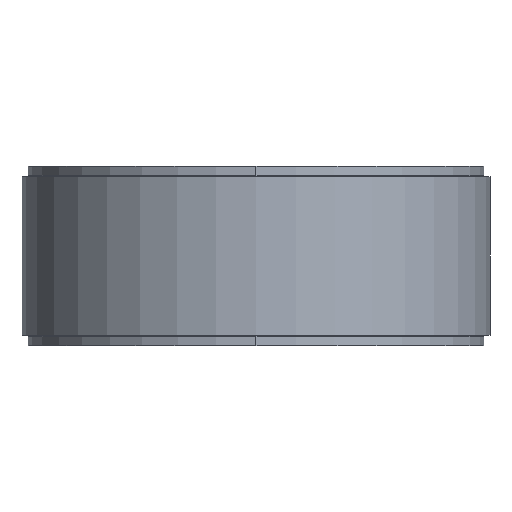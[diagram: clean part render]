
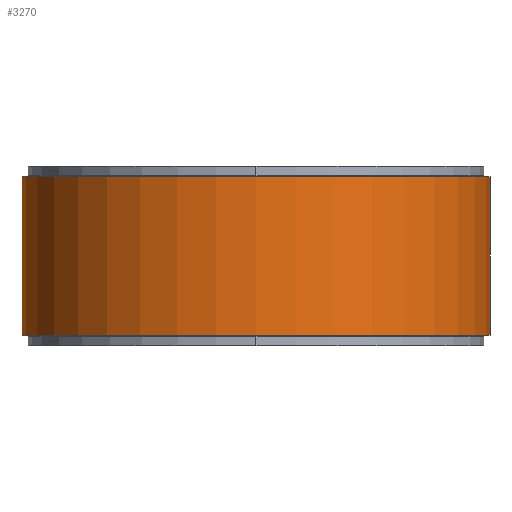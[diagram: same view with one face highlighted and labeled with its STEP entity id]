
A CAD part, front view. The second image highlights one B-rep face of the part: STEP entity #3270.
In plain terms, the highlighted cylindrical face has radius 37.5 mm (diameter 75 mm), a partial arc.
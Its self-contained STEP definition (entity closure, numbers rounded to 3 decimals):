
#44=CARTESIAN_POINT('',(0.,0.,12.7));
#45=DIRECTION('',(0.,0.,-1.));
#46=DIRECTION('',(0.201,0.98,0.));
#47=AXIS2_PLACEMENT_3D('',#44,#45,#46);
#62=CARTESIAN_POINT('',(0.,0.,-12.7));
#63=DIRECTION('',(0.,0.,-1.));
#64=DIRECTION('',(0.201,0.98,0.));
#65=AXIS2_PLACEMENT_3D('',#62,#63,#64);
#761=DIRECTION('',(0.,0.,1.));
#762=VECTOR('',#761,25.4);
#763=CARTESIAN_POINT('',(-7.524,36.737,-12.7));
#764=LINE('',#763,#762);
#765=DIRECTION('',(0.,0.,1.));
#766=VECTOR('',#765,25.4);
#767=CARTESIAN_POINT('',(7.524,36.737,-12.7));
#768=LINE('',#767,#766);
#2009=CARTESIAN_POINT('',(7.524,36.737,-12.7));
#2010=CARTESIAN_POINT('',(-7.524,36.737,-12.7));
#2011=VERTEX_POINT('',#2009);
#2012=VERTEX_POINT('',#2010);
#2013=CARTESIAN_POINT('',(7.524,36.737,12.7));
#2014=CARTESIAN_POINT('',(-7.524,36.737,12.7));
#2015=VERTEX_POINT('',#2013);
#2016=VERTEX_POINT('',#2014);
#3258=CARTESIAN_POINT('',(0.,0.,-12.7));
#3259=DIRECTION('',(0.,0.,1.));
#3260=DIRECTION('',(1.,0.,0.));
#3261=AXIS2_PLACEMENT_3D('',#3258,#3259,#3260);
#3262=CYLINDRICAL_SURFACE('',#3261,37.5);
#3263=ORIENTED_EDGE('',*,*,#2738,.T.);
#3264=ORIENTED_EDGE('',*,*,#3252,.T.);
#3265=ORIENTED_EDGE('',*,*,#2710,.F.);
#3267=ORIENTED_EDGE('',*,*,#3266,.F.);
#3268=EDGE_LOOP('',(#3263,#3264,#3265,#3267));
#3269=FACE_OUTER_BOUND('',#3268,.F.);
#3270=ADVANCED_FACE('',(#3269),#3262,.T.);
#48=CIRCLE('',#47,37.5);
#66=CIRCLE('',#65,37.5);
#2710=EDGE_CURVE('',#2015,#2016,#48,.T.);
#2738=EDGE_CURVE('',#2011,#2012,#66,.T.);
#3252=EDGE_CURVE('',#2012,#2016,#764,.T.);
#3266=EDGE_CURVE('',#2011,#2015,#768,.T.);
